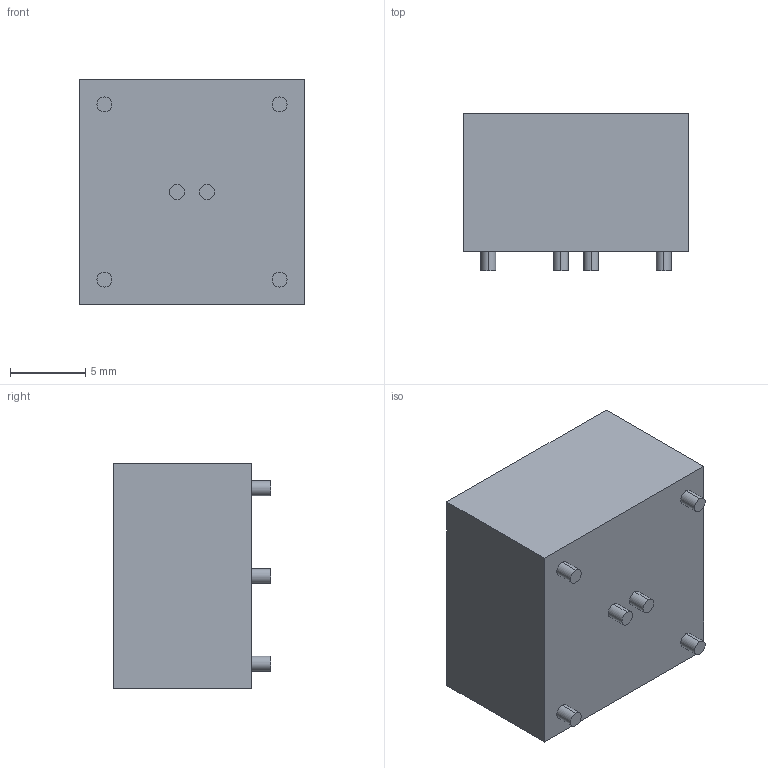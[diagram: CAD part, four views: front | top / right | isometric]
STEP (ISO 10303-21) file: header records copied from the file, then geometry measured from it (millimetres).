
FILE_DESCRIPTION (( 'STEP AP214' ), '1' );
FILE_NAME ('00B5535B-27D4-48EF-BA9B-E8BC29D7B768.STEP', '2023-10-12T16:10:49', ( '' ), ( '' ), 'SwSTEP 2.0', 'SolidWorks 2022', '' );
FILE_SCHEMA (( 'AUTOMOTIVE_DESIGN' ));
Length unit declared in the file: millimetre
Products named in the file (1): 00B5535B-27D4-48EF-BA9B-E8BC29D7B768
Bounding box: 15 x 10.5 x 15 mm (x, y, z)
Volume: 2076.1 mm3; surface area: 1026.7 mm2
Topology: 1 solids, 1 shells, 399 faces, 1110 edges, 740 vertices
Faces by surface type: bspline 280, plane 105, cylinder 14
Entity records: 18417 total; most frequent: CARTESIAN_POINT 9742, ORIENTED_EDGE 2220, EDGE_CURVE 1110, DIRECTION 818, VERTEX_POINT 740, B_SPLINE_CURVE_WITH_KNOTS 560, LINE 522, VECTOR 522
